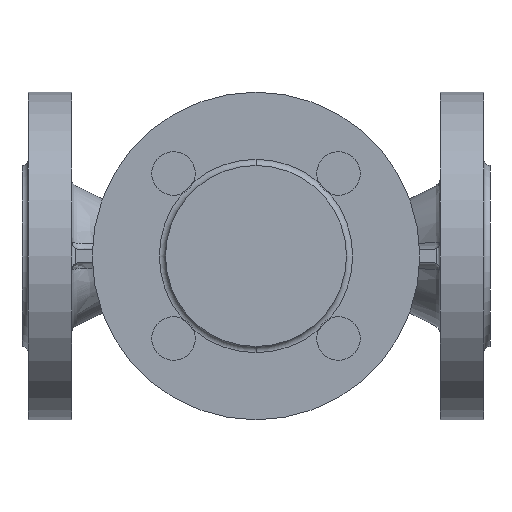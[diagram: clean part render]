
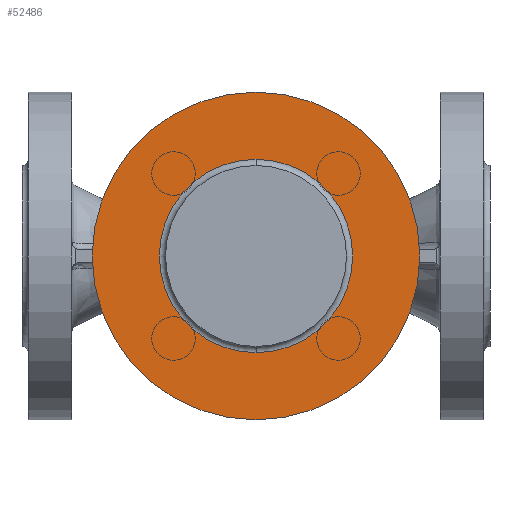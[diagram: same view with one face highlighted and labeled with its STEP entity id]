
A CAD part, front view. The second image highlights one B-rep face of the part: STEP entity #52486.
In plain terms, the highlighted planar face has unit normal (0, -1, 0).
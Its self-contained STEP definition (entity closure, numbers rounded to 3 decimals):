
#1669 = CIRCLE ( 'NONE', #59617, 52.657 ) ;
#10361 = VERTEX_POINT ( 'NONE', #57087 ) ;
#11848 = CARTESIAN_POINT ( 'NONE',  ( 0., -68.168, 0. ) ) ;
#11849 = DIRECTION ( 'NONE',  ( 0., 1., 0. ) ) ;
#11850 = DIRECTION ( 'NONE',  ( 0., 0., 1. ) ) ;
#11852 = CARTESIAN_POINT ( 'NONE',  ( 0., -68.168, 0. ) ) ;
#11853 = DIRECTION ( 'NONE',  ( 0., 1., 0. ) ) ;
#11854 = DIRECTION ( 'NONE',  ( 0., 0., 1. ) ) ;
#13430 = EDGE_LOOP ( 'NONE', ( #17336, #17339 ) ) ;
#15108 = AXIS2_PLACEMENT_3D ( 'NONE', #79210, #79218, #79219 ) ;
#17336 = ORIENTED_EDGE ( 'NONE', *, *, #19147, .F. ) ;
#17339 = ORIENTED_EDGE ( 'NONE', *, *, #20492, .F. ) ;
#17342 = ORIENTED_EDGE ( 'NONE', *, *, #20490, .T. ) ;
#17345 = ORIENTED_EDGE ( 'NONE', *, *, #19128, .T. ) ;
#17588 = VERTEX_POINT ( 'NONE', #21931 ) ;
#19059 = VERTEX_POINT ( 'NONE', #22309 ) ;
#19062 = VERTEX_POINT ( 'NONE', #22318 ) ;
#19128 = EDGE_CURVE ( 'NONE', #10361, #19059, #59622, .T. ) ;
#19147 = EDGE_CURVE ( 'NONE', #17588, #19062, #1669, .T. ) ;
#19396 = CARTESIAN_POINT ( 'NONE',  ( 0., -68.168, 0. ) ) ;
#19397 = DIRECTION ( 'NONE',  ( 0., 1., 0. ) ) ;
#19398 = DIRECTION ( 'NONE',  ( 0., 0., 1. ) ) ;
#19466 = CARTESIAN_POINT ( 'NONE',  ( 0., -68.168, 0. ) ) ;
#19467 = DIRECTION ( 'NONE',  ( 0., 1., 0. ) ) ;
#19468 = DIRECTION ( 'NONE',  ( 0., 0., 1. ) ) ;
#20490 = EDGE_CURVE ( 'NONE', #19059, #10361, #55458, .T. ) ;
#20492 = EDGE_CURVE ( 'NONE', #19062, #17588, #55485, .T. ) ;
#21931 = CARTESIAN_POINT ( 'NONE',  ( 0., -68.168, 52.657 ) ) ;
#22309 = CARTESIAN_POINT ( 'NONE',  ( 0., -68.168, 31.093 ) ) ;
#22318 = CARTESIAN_POINT ( 'NONE',  ( 0., -68.168, -52.658 ) ) ;
#52486 = ADVANCED_FACE ( 'NONE', ( #79211, #79215 ), #79216, .F. ) ;
#55458 = CIRCLE ( 'NONE', #55537, 31.093 ) ;
#55465 = AXIS2_PLACEMENT_3D ( 'NONE', #11852, #11853, #11854 ) ;
#55485 = CIRCLE ( 'NONE', #55465, 52.657 ) ;
#55537 = AXIS2_PLACEMENT_3D ( 'NONE', #11848, #11849, #11850 ) ;
#57087 = CARTESIAN_POINT ( 'NONE',  ( 0., -68.168, -31.093 ) ) ;
#59612 = AXIS2_PLACEMENT_3D ( 'NONE', #19396, #19397, #19398 ) ;
#59617 = AXIS2_PLACEMENT_3D ( 'NONE', #19466, #19467, #19468 ) ;
#59622 = CIRCLE ( 'NONE', #59612, 31.093 ) ;
#76119 = EDGE_LOOP ( 'NONE', ( #17342, #17345 ) ) ;
#79210 = CARTESIAN_POINT ( 'NONE',  ( 31.093, -68.168, 0. ) ) ;
#79211 = FACE_OUTER_BOUND ( 'NONE', #13430, .T. ) ;
#79215 = FACE_BOUND ( 'NONE', #76119, .T. ) ;
#79216 = PLANE ( 'NONE',  #15108 ) ;
#79218 = DIRECTION ( 'NONE',  ( 0., 1., 0. ) ) ;
#79219 = DIRECTION ( 'NONE',  ( 0., 0., 1. ) ) ;
